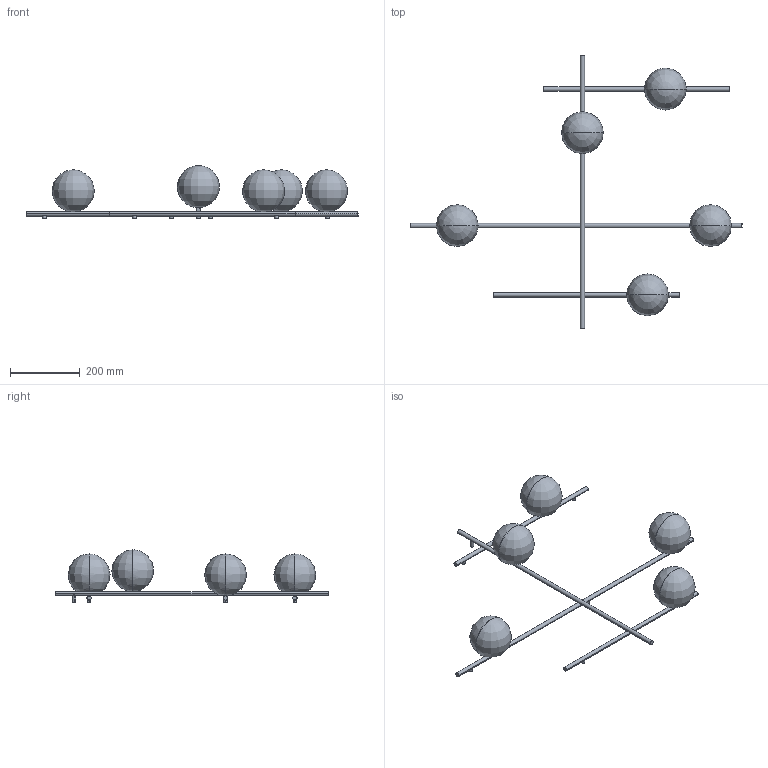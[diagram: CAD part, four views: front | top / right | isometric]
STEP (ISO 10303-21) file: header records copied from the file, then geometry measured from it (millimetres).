
FILE_DESCRIPTION(/* description */ (''),/* implementation_level */ '2;1');
FILE_NAME(/* name */ '1744.379_MIKADO',/* time_stamp */ '2024-04-09T15:37:16+02:00',/* author */ (''),/* organization */ (''),/* preprocessor_version */ 'ST-DEVELOPER v16.5',/* originating_system */ 'Rhino 7.15',/* authorisation */ '');
FILE_SCHEMA (('CONFIG_CONTROL_DESIGN'));
Length unit declared in the file: millimetre
Products named in the file (1): Document
Bounding box: 950 x 780 x 150.39 mm (x, y, z)
Volume: 2398539.1 mm3; surface area: 664524.1 mm2
Topology: 20 solids, 21 shells, 83 faces, 166 edges, 84 vertices
Faces by surface type: bspline 40, cylinder 22, plane 21
Entity records: 2599 total; most frequent: CARTESIAN_POINT 1622, ORIENTED_EDGE 250, EDGE_CURVE 126, VERTEX_POINT 84, ADVANCED_FACE 83, FACE_OUTER_BOUND 83, EDGE_LOOP 83, DIRECTION 49
